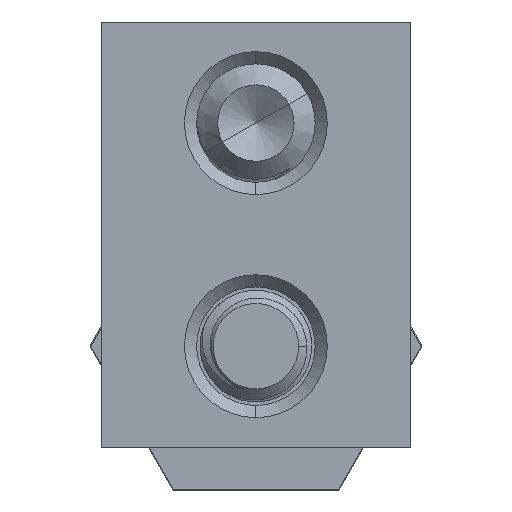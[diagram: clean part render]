
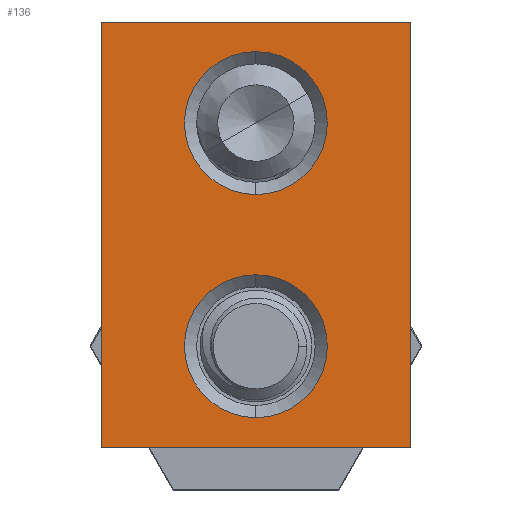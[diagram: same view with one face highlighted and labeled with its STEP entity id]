
A CAD part, front view. The second image highlights one B-rep face of the part: STEP entity #136.
In plain terms, the highlighted planar face has unit normal (0, -1, 0).
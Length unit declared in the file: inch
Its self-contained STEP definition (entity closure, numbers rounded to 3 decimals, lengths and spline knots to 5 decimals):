
#26 = AXIS2_PLACEMENT_3D ( 'NONE', #5997, #1499, #6763 ) ;
#30 = DIRECTION ( 'NONE',  ( 1., 0., 0. ) ) ;
#136 = ADVANCED_FACE ( 'NONE', ( #1682, #7686, #9449 ), #425, .F. ) ;
#372 = CARTESIAN_POINT ( 'NONE',  ( 0.437, 0., -0.60039 ) ) ;
#425 = PLANE ( 'NONE',  #5021 ) ;
#502 = CARTESIAN_POINT ( 'NONE',  ( -0.437, 0., 0.60039 ) ) ;
#847 = CARTESIAN_POINT ( 'NONE',  ( 0., 0., -0.31496 ) ) ;
#882 = AXIS2_PLACEMENT_3D ( 'NONE', #847, #6103, #1603 ) ;
#948 = ORIENTED_EDGE ( 'NONE', *, *, #8490, .T. ) ;
#1113 = LINE ( 'NONE', #3404, #4862 ) ;
#1138 = DIRECTION ( 'NONE',  ( 0., 0., 1. ) ) ;
#1177 = DIRECTION ( 'NONE',  ( 0., 0., -1. ) ) ;
#1410 = VERTEX_POINT ( 'NONE', #9141 ) ;
#1499 = DIRECTION ( 'NONE',  ( 0., 1., 0. ) ) ;
#1603 = DIRECTION ( 'NONE',  ( 0., 0., 1. ) ) ;
#1682 = FACE_BOUND ( 'NONE', #8806, .T. ) ;
#2064 = ORIENTED_EDGE ( 'NONE', *, *, #6907, .T. ) ;
#2075 = EDGE_CURVE ( 'NONE', #1410, #9187, #4880, .T. ) ;
#2146 = LINE ( 'NONE', #2670, #9665 ) ;
#2214 = ORIENTED_EDGE ( 'NONE', *, *, #5833, .T. ) ;
#2435 = DIRECTION ( 'NONE',  ( 0., 1., 0. ) ) ;
#2640 = DIRECTION ( 'NONE',  ( 0., 1., 0. ) ) ;
#2670 = CARTESIAN_POINT ( 'NONE',  ( 0.437, 0., 0.60039 ) ) ;
#3023 = EDGE_LOOP ( 'NONE', ( #2064, #3657, #8568, #5850 ) ) ;
#3080 = DIRECTION ( 'NONE',  ( 0., 1., 0. ) ) ;
#3105 = EDGE_CURVE ( 'NONE', #5045, #5140, #6413, .T. ) ;
#3316 = CARTESIAN_POINT ( 'NONE',  ( -0.437, 0., 0.60039 ) ) ;
#3404 = CARTESIAN_POINT ( 'NONE',  ( -0.437, 0., 0.60039 ) ) ;
#3406 = AXIS2_PLACEMENT_3D ( 'NONE', #6949, #2435, #7709 ) ;
#3582 = EDGE_CURVE ( 'NONE', #5045, #5127, #1113, .T. ) ;
#3657 = ORIENTED_EDGE ( 'NONE', *, *, #8051, .F. ) ;
#3986 = EDGE_CURVE ( 'NONE', #9187, #1410, #7230, .T. ) ;
#4188 = DIRECTION ( 'NONE',  ( 0., 0., -1. ) ) ;
#4280 = CARTESIAN_POINT ( 'NONE',  ( 0., 0., 0.51673 ) ) ;
#4293 = CARTESIAN_POINT ( 'NONE',  ( 0., 0., 0.11319 ) ) ;
#4862 = VECTOR ( 'NONE', #1177, 39.37008 ) ;
#4880 = CIRCLE ( 'NONE', #882, 0.20177 ) ;
#5021 = AXIS2_PLACEMENT_3D ( 'NONE', #6397, #2640, #1138 ) ;
#5045 = VERTEX_POINT ( 'NONE', #3316 ) ;
#5127 = VERTEX_POINT ( 'NONE', #5657 ) ;
#5140 = VERTEX_POINT ( 'NONE', #8692 ) ;
#5251 = CARTESIAN_POINT ( 'NONE',  ( -0.437, 0., -0.60039 ) ) ;
#5507 = ORIENTED_EDGE ( 'NONE', *, *, #2075, .T. ) ;
#5657 = CARTESIAN_POINT ( 'NONE',  ( -0.437, 0., -0.60039 ) ) ;
#5833 = EDGE_CURVE ( 'NONE', #7509, #6167, #8036, .T. ) ;
#5850 = ORIENTED_EDGE ( 'NONE', *, *, #3582, .T. ) ;
#5997 = CARTESIAN_POINT ( 'NONE',  ( 0., 0., -0.31496 ) ) ;
#6103 = DIRECTION ( 'NONE',  ( 0., 1., 0. ) ) ;
#6167 = VERTEX_POINT ( 'NONE', #4293 ) ;
#6397 = CARTESIAN_POINT ( 'NONE',  ( -0.437, 0., 0.60039 ) ) ;
#6413 = LINE ( 'NONE', #502, #8175 ) ;
#6461 = EDGE_LOOP ( 'NONE', ( #948, #2214 ) ) ;
#6763 = DIRECTION ( 'NONE',  ( 0., 0., 1. ) ) ;
#6907 = EDGE_CURVE ( 'NONE', #5127, #7169, #9536, .T. ) ;
#6949 = CARTESIAN_POINT ( 'NONE',  ( 0., 0., 0.31496 ) ) ;
#7169 = VERTEX_POINT ( 'NONE', #372 ) ;
#7230 = CIRCLE ( 'NONE', #26, 0.20177 ) ;
#7439 = VECTOR ( 'NONE', #30, 39.37008 ) ;
#7509 = VERTEX_POINT ( 'NONE', #4280 ) ;
#7575 = ORIENTED_EDGE ( 'NONE', *, *, #3986, .T. ) ;
#7600 = CARTESIAN_POINT ( 'NONE',  ( 0., 0., 0.31496 ) ) ;
#7686 = FACE_BOUND ( 'NONE', #6461, .T. ) ;
#7709 = DIRECTION ( 'NONE',  ( 0., 0., 1. ) ) ;
#8036 = CIRCLE ( 'NONE', #3406, 0.20177 ) ;
#8041 = CIRCLE ( 'NONE', #8667, 0.20177 ) ;
#8051 = EDGE_CURVE ( 'NONE', #5140, #7169, #2146, .T. ) ;
#8175 = VECTOR ( 'NONE', #9488, 39.37008 ) ;
#8355 = DIRECTION ( 'NONE',  ( 0., 0., 1. ) ) ;
#8490 = EDGE_CURVE ( 'NONE', #6167, #7509, #8041, .T. ) ;
#8568 = ORIENTED_EDGE ( 'NONE', *, *, #3105, .F. ) ;
#8667 = AXIS2_PLACEMENT_3D ( 'NONE', #7600, #3080, #8355 ) ;
#8692 = CARTESIAN_POINT ( 'NONE',  ( 0.437, 0., 0.60039 ) ) ;
#8806 = EDGE_LOOP ( 'NONE', ( #5507, #7575 ) ) ;
#8960 = CARTESIAN_POINT ( 'NONE',  ( 0., 0., -0.11319 ) ) ;
#9141 = CARTESIAN_POINT ( 'NONE',  ( 0., 0., -0.51673 ) ) ;
#9187 = VERTEX_POINT ( 'NONE', #8960 ) ;
#9449 = FACE_OUTER_BOUND ( 'NONE', #3023, .T. ) ;
#9488 = DIRECTION ( 'NONE',  ( 1., 0., 0. ) ) ;
#9536 = LINE ( 'NONE', #5251, #7439 ) ;
#9665 = VECTOR ( 'NONE', #4188, 39.37008 ) ;
